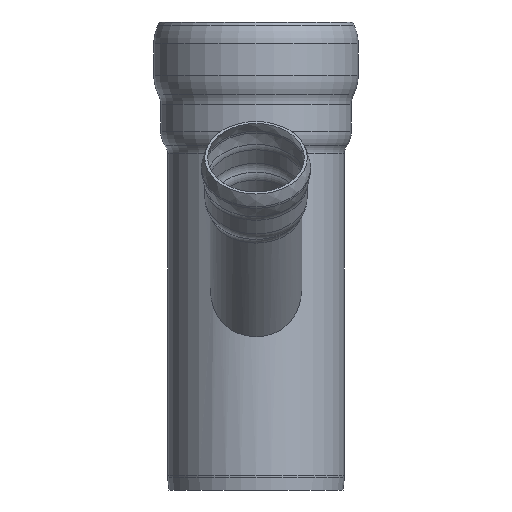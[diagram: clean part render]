
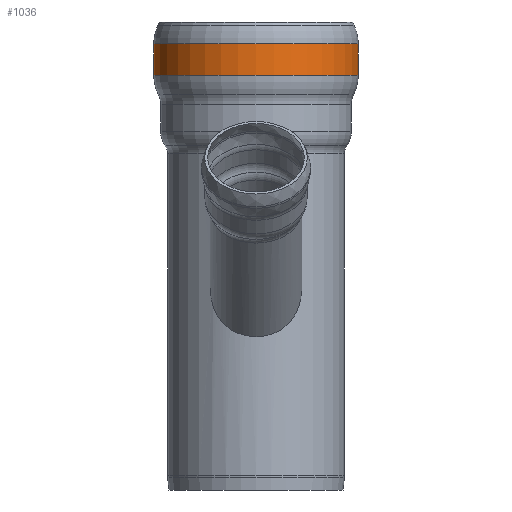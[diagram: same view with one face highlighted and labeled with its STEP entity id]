
A CAD part, left-side view. The second image highlights one B-rep face of the part: STEP entity #1036.
In plain terms, the highlighted cylindrical face has radius 590 mm (diameter 1180 mm), a full revolution.
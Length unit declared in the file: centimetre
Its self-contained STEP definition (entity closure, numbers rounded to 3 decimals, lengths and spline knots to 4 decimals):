
#72=CIRCLE('',#1127,59.);
#73=CIRCLE('',#1128,59.);
#74=CIRCLE('',#1130,59.);
#75=CIRCLE('',#1131,59.);
#208=FACE_OUTER_BOUND('',#270,.T.);
#270=EDGE_LOOP('',(#734,#735,#736,#737,#738,#739));
#334=LINE('',#2128,#360);
#360=VECTOR('',#1358,59.);
#422=VERTEX_POINT('',#2121);
#423=VERTEX_POINT('',#2123);
#424=VERTEX_POINT('',#2127);
#425=VERTEX_POINT('',#2129);
#542=EDGE_CURVE('',#422,#423,#72,.T.);
#543=EDGE_CURVE('',#423,#422,#73,.T.);
#544=EDGE_CURVE('',#423,#424,#334,.T.);
#545=EDGE_CURVE('',#424,#425,#74,.T.);
#546=EDGE_CURVE('',#425,#424,#75,.T.);
#734=ORIENTED_EDGE('',*,*,#542,.F.);
#735=ORIENTED_EDGE('',*,*,#543,.F.);
#736=ORIENTED_EDGE('',*,*,#544,.T.);
#737=ORIENTED_EDGE('',*,*,#545,.T.);
#738=ORIENTED_EDGE('',*,*,#546,.T.);
#739=ORIENTED_EDGE('',*,*,#544,.F.);
#1005=CYLINDRICAL_SURFACE('',#1129,59.);
#1036=ADVANCED_FACE('',(#208),#1005,.T.);
#1127=AXIS2_PLACEMENT_3D('',#2124,#1352,#1353);
#1128=AXIS2_PLACEMENT_3D('',#2125,#1354,#1355);
#1129=AXIS2_PLACEMENT_3D('',#2126,#1356,#1357);
#1130=AXIS2_PLACEMENT_3D('',#2130,#1359,#1360);
#1131=AXIS2_PLACEMENT_3D('',#2131,#1361,#1362);
#1352=DIRECTION('center_axis',(0.,0.,
-1.));
#1353=DIRECTION('ref_axis',(0.,1.,0.));
#1354=DIRECTION('center_axis',(0.,0.,
-1.));
#1355=DIRECTION('ref_axis',(0.,1.,0.));
#1356=DIRECTION('center_axis',(0.,0.,
-1.));
#1357=DIRECTION('ref_axis',(0.,-1.,0.));
#1358=DIRECTION('',(0.,0.,1.));
#1359=DIRECTION('center_axis',(0.,0.,
-1.));
#1360=DIRECTION('ref_axis',(0.,1.,0.));
#1361=DIRECTION('center_axis',(0.,0.,
-1.));
#1362=DIRECTION('ref_axis',(0.,1.,0.));
#2121=CARTESIAN_POINT('',(784.1813,409.3128,124.233));
#2123=CARTESIAN_POINT('',(725.1813,468.3128,124.233));
#2124=CARTESIAN_POINT('Origin',(725.1813,409.3128,124.233));
#2125=CARTESIAN_POINT('Origin',(725.1813,409.3128,124.233));
#2126=CARTESIAN_POINT('Origin',(725.1813,409.3128,133.3141));
#2127=CARTESIAN_POINT('',(725.1813,468.3128,142.3952));
#2128=CARTESIAN_POINT('',(725.1813,468.3128,133.3141));
#2129=CARTESIAN_POINT('',(784.1813,409.3128,142.3952));
#2130=CARTESIAN_POINT('Origin',(725.1813,409.3128,142.3952));
#2131=CARTESIAN_POINT('Origin',(725.1813,409.3128,142.3952));
